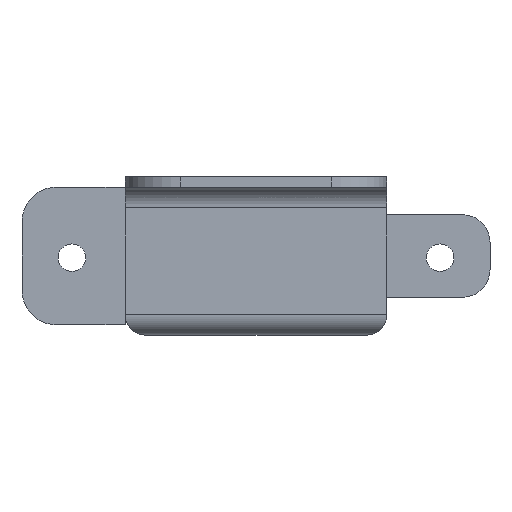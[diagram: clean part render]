
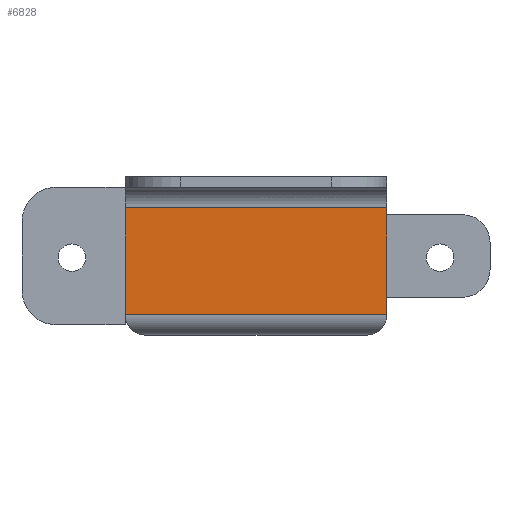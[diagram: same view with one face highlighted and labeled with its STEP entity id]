
A CAD part, left-side view. The second image highlights one B-rep face of the part: STEP entity #6828.
In plain terms, the highlighted face is planar.
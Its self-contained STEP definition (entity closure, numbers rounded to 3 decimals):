
#213=DIRECTION('',(0.,0.,-1.));
#214=VECTOR('',#213,15.5);
#215=CARTESIAN_POINT('',(213.781,-19.,-3.));
#216=LINE('',#215,#214);
#1336=DIRECTION('',(0.,1.,0.));
#1337=VECTOR('',#1336,38.);
#1338=CARTESIAN_POINT('',(213.781,-19.,-18.5));
#1339=LINE('',#1338,#1337);
#1366=DIRECTION('',(0.,0.,-1.));
#1367=VECTOR('',#1366,15.5);
#1368=CARTESIAN_POINT('',(213.781,19.,-3.));
#1369=LINE('',#1368,#1367);
#1380=DIRECTION('',(0.,-1.,0.));
#1381=VECTOR('',#1380,38.);
#1382=CARTESIAN_POINT('',(213.781,19.,-3.));
#1383=LINE('',#1382,#1381);
#5468=CARTESIAN_POINT('',(213.781,19.,-18.5));
#5470=VERTEX_POINT('',#5468);
#5472=CARTESIAN_POINT('',(213.781,19.,-3.));
#5473=VERTEX_POINT('',#5472);
#5484=CARTESIAN_POINT('',(213.781,-19.,-18.5));
#5485=VERTEX_POINT('',#5484);
#5486=CARTESIAN_POINT('',(213.781,-19.,-3.));
#5487=VERTEX_POINT('',#5486);
#6815=CARTESIAN_POINT('',(213.781,-19.,-21.5));
#6816=DIRECTION('',(1.,0.,0.));
#6817=DIRECTION('',(0.,0.,1.));
#6818=AXIS2_PLACEMENT_3D('',#6815,#6816,#6817);
#6819=PLANE('',#6818);
#6820=ORIENTED_EDGE('',*,*,#6808,.F.);
#6821=ORIENTED_EDGE('',*,*,#6384,.F.);
#6823=ORIENTED_EDGE('',*,*,#6822,.F.);
#6825=ORIENTED_EDGE('',*,*,#6824,.T.);
#6826=EDGE_LOOP('',(#6820,#6821,#6823,#6825));
#6827=FACE_OUTER_BOUND('',#6826,.F.);
#6384=EDGE_CURVE('',#5487,#5485,#216,.T.);
#6808=EDGE_CURVE('',#5485,#5470,#1339,.T.);
#6822=EDGE_CURVE('',#5473,#5487,#1383,.T.);
#6824=EDGE_CURVE('',#5473,#5470,#1369,.T.);
#6828=ADVANCED_FACE('',(#6827),#6819,.T.);
